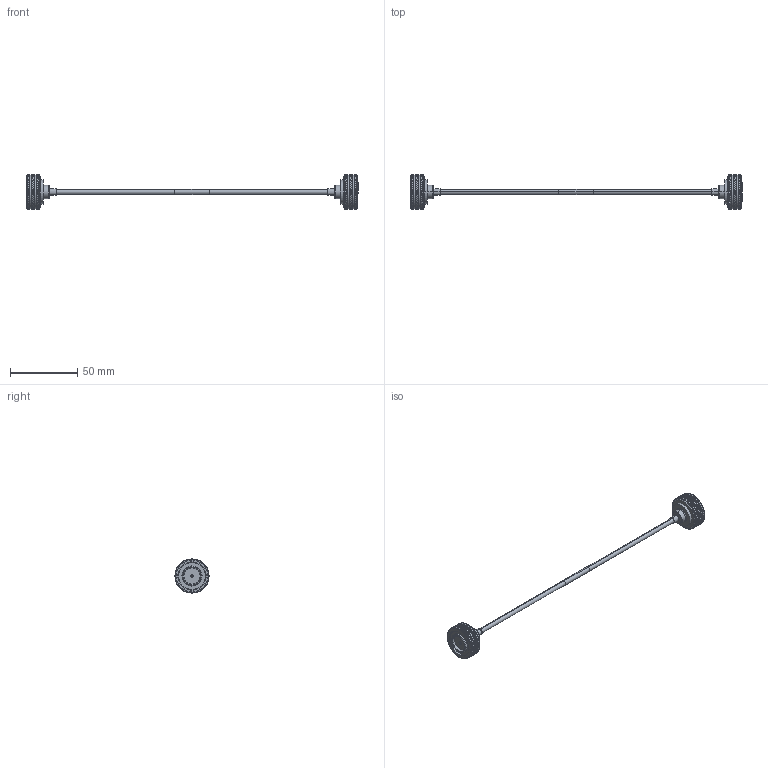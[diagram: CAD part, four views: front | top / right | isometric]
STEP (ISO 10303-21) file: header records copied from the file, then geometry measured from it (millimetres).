
FILE_DESCRIPTION (( 'STEP AP214' ), '1' );
FILE_NAME ('FMCA9858_3D.step', '2023-08-01T16:43:11', ( '' ), ( '' ), 'SwSTEP 2.0', 'SolidWorks 2022', '' );
FILE_SCHEMA (( 'AUTOMOTIVE_DESIGN' ));
Length unit declared in the file: inch
Products named in the file (3): FMCA9858_3D; Copy of PE45881^FMCA9858; Copy of RG141A_U^FMCA9858
Assembly tree (3 placements, depth 2):
  FMCA9858_3D
    Copy of RG141A_U^FMCA9858
    Copy of PE45881^FMCA9858  x2
Bounding box: 247.07 x 25.35 x 25.35 mm (x, y, z)
Volume: 13295 mm3; surface area: 7789.3 mm2
Topology: 3 solids, 5 shells, 5584 faces, 12546 edges, 6996 vertices
Faces by surface type: bspline 4400, cylinder 1072, cone 56, plane 32, torus 24
Entity records: 105774 total; most frequent: CARTESIAN_POINT 67225, ORIENTED_EDGE 12564, EDGE_CURVE 6282, VERTEX_POINT 3504, B_SPLINE_CURVE_WITH_KNOTS 3004, EDGE_LOOP 2812, ADVANCED_FACE 2797, FACE_OUTER_BOUND 2797
